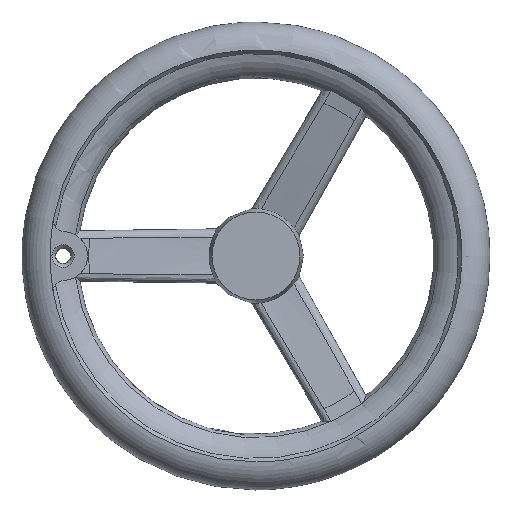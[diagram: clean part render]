
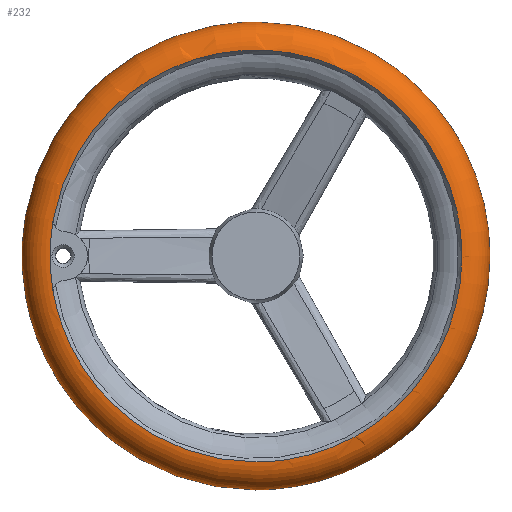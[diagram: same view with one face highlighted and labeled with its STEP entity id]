
A CAD part, left-side view. The second image highlights one B-rep face of the part: STEP entity #232.
In plain terms, the highlighted toroidal (fillet/blend) face has major radius 110 mm and minor radius 15 mm.
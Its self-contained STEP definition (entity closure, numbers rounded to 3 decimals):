
#132=TOROIDAL_SURFACE('',#1036,110.,15.);
#139=B_SPLINE_CURVE_WITH_KNOTS('',3,(#1311,#1312,#1313,#1314,#1315,#1316),
.UNSPECIFIED.,.F.,.F.,(4,2,4),(0.,0.5,1.),.UNSPECIFIED.);
#140=B_SPLINE_CURVE_WITH_KNOTS('',3,(#1319,#1320,#1321,#1322,#1323,#1324),
.UNSPECIFIED.,.F.,.F.,(4,2,4),(0.,0.5,1.),.UNSPECIFIED.);
#141=B_SPLINE_CURVE_WITH_KNOTS('',3,(#1326,#1327,#1328,#1329,#1330,#1331),
.UNSPECIFIED.,.F.,.F.,(4,2,4),(0.,0.5,1.),.UNSPECIFIED.);
#142=B_SPLINE_CURVE_WITH_KNOTS('',3,(#1333,#1334,#1335,#1336,#1337,#1338,
#1339,#1340,#1341,#1342,#1343,#1344,#1345,#1346,#1347,#1348,#1349,#1350,
#1351,#1352,#1353,#1354,#1355,#1356,#1357,#1358,#1359,#1360,#1361,#1362,
#1363,#1364,#1365,#1366),.UNSPECIFIED.,.F.,.F.,(4,2,2,2,2,2,2,2,2,2,2,2,
2,2,2,2,4),(0.,0.063,0.125,0.188,0.25,0.313,0.375,0.438,0.5,0.563,0.625,
0.688,0.75,0.813,0.875,0.938,1.),.UNSPECIFIED.);
#232=ADVANCED_FACE('',(#302,#303),#132,.T.);
#302=FACE_BOUND('',#377,.T.);
#303=FACE_BOUND('',#378,.T.);
#377=EDGE_LOOP('',(#474));
#378=EDGE_LOOP('',(#475,#476,#477,#478));
#474=ORIENTED_EDGE('',*,*,#853,.F.);
#475=ORIENTED_EDGE('',*,*,#854,.F.);
#476=ORIENTED_EDGE('',*,*,#855,.T.);
#477=ORIENTED_EDGE('',*,*,#856,.T.);
#478=ORIENTED_EDGE('',*,*,#857,.T.);
#756=VERTEX_POINT('',#1310);
#757=VERTEX_POINT('',#1317);
#758=VERTEX_POINT('',#1318);
#759=VERTEX_POINT('',#1325);
#760=VERTEX_POINT('',#1332);
#853=EDGE_CURVE('',#756,#756,#992,.T.);
#854=EDGE_CURVE('',#757,#758,#139,.T.);
#855=EDGE_CURVE('',#757,#759,#140,.T.);
#856=EDGE_CURVE('',#759,#760,#141,.T.);
#857=EDGE_CURVE('',#760,#758,#142,.T.);
#992=CIRCLE('',#1035,120.199);
#1035=AXIS2_PLACEMENT_3D('',#1309,#1131,#1132);
#1036=AXIS2_PLACEMENT_3D('',#1367,#1133,#1134);
#1131=DIRECTION('',(1.,0.,0.));
#1132=DIRECTION('',(0.,0.,-1.));
#1133=DIRECTION('',(1.,0.,0.));
#1134=DIRECTION('',(0.,0.,-1.));
#1309=CARTESIAN_POINT('',(389.352,138.667,0.));
#1310=CARTESIAN_POINT('',(389.352,138.667,-120.199));
#1311=CARTESIAN_POINT('',(363.354,246.934,-20.));
#1312=CARTESIAN_POINT('',(363.354,246.917,-20.));
#1313=CARTESIAN_POINT('',(363.354,246.9,-20.));
#1314=CARTESIAN_POINT('',(363.353,246.867,-20.));
#1315=CARTESIAN_POINT('',(363.353,246.85,-20.));
#1316=CARTESIAN_POINT('',(363.353,246.834,-20.));
#1317=CARTESIAN_POINT('',(363.354,246.934,-20.));
#1318=CARTESIAN_POINT('',(363.353,246.833,-20.));
#1319=CARTESIAN_POINT('',(363.354,246.934,-20.));
#1320=CARTESIAN_POINT('',(363.354,248.159,-13.375));
#1321=CARTESIAN_POINT('',(363.354,248.764,-6.722));
#1322=CARTESIAN_POINT('',(363.354,248.77,6.638));
#1323=CARTESIAN_POINT('',(363.354,248.159,13.375));
#1324=CARTESIAN_POINT('',(363.354,246.934,20.));
#1325=CARTESIAN_POINT('',(363.354,246.934,20.));
#1326=CARTESIAN_POINT('',(363.354,246.934,20.));
#1327=CARTESIAN_POINT('',(363.354,246.917,20.));
#1328=CARTESIAN_POINT('',(363.354,246.9,20.));
#1329=CARTESIAN_POINT('',(363.353,246.867,20.));
#1330=CARTESIAN_POINT('',(363.353,246.85,20.));
#1331=CARTESIAN_POINT('',(363.353,246.834,20.));
#1332=CARTESIAN_POINT('',(363.353,246.833,20.));
#1333=CARTESIAN_POINT('',(363.353,246.834,20.));
#1334=CARTESIAN_POINT('',(363.353,244.368,33.335));
#1335=CARTESIAN_POINT('',(363.353,239.409,46.205));
#1336=CARTESIAN_POINT('',(363.353,225.171,69.289));
#1337=CARTESIAN_POINT('',(363.353,215.896,79.496));
#1338=CARTESIAN_POINT('',(363.353,194.276,95.872));
#1339=CARTESIAN_POINT('',(363.353,181.939,102.037));
#1340=CARTESIAN_POINT('',(363.353,155.861,109.491));
#1341=CARTESIAN_POINT('',(363.353,142.129,110.779));
#1342=CARTESIAN_POINT('',(363.353,115.121,108.303));
#1343=CARTESIAN_POINT('',(363.353,101.852,104.54));
#1344=CARTESIAN_POINT('',(363.353,77.565,92.468));
#1345=CARTESIAN_POINT('',(363.353,66.553,84.164));
#1346=CARTESIAN_POINT('',(363.353,48.272,64.129));
#1347=CARTESIAN_POINT('',(363.353,41.007,52.406));
#1348=CARTESIAN_POINT('',(363.353,31.203,27.118));
#1349=CARTESIAN_POINT('',(363.353,28.667,13.561));
#1350=CARTESIAN_POINT('',(363.353,28.667,-13.561));
#1351=CARTESIAN_POINT('',(363.353,31.203,-27.118));
#1352=CARTESIAN_POINT('',(363.353,41.007,-52.406));
#1353=CARTESIAN_POINT('',(363.353,48.272,-64.129));
#1354=CARTESIAN_POINT('',(363.353,66.553,-84.164));
#1355=CARTESIAN_POINT('',(363.353,77.565,-92.468));
#1356=CARTESIAN_POINT('',(363.353,101.852,-104.54));
#1357=CARTESIAN_POINT('',(363.353,115.121,-108.303));
#1358=CARTESIAN_POINT('',(363.353,142.129,-110.779));
#1359=CARTESIAN_POINT('',(363.353,155.861,-109.491));
#1360=CARTESIAN_POINT('',(363.353,181.939,-102.037));
#1361=CARTESIAN_POINT('',(363.353,194.276,-95.872));
#1362=CARTESIAN_POINT('',(363.353,215.896,-79.496));
#1363=CARTESIAN_POINT('',(363.353,225.171,-69.289));
#1364=CARTESIAN_POINT('',(363.353,239.409,-46.205));
#1365=CARTESIAN_POINT('',(363.353,244.368,-33.335));
#1366=CARTESIAN_POINT('',(363.353,246.834,-20.));
#1367=CARTESIAN_POINT('',(378.353,138.667,0.));
